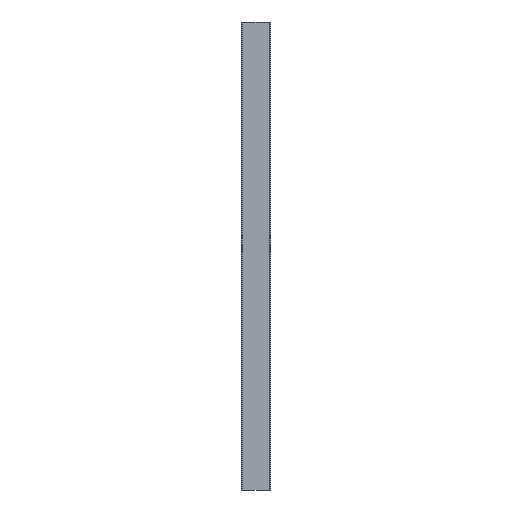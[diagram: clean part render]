
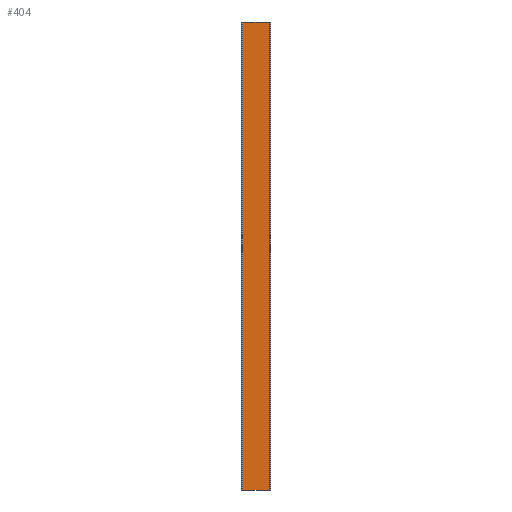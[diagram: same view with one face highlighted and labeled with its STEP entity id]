
A CAD part, front view. The second image highlights one B-rep face of the part: STEP entity #404.
In plain terms, the highlighted planar face has unit normal (0, -1, 0).
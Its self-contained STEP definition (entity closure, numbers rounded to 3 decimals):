
#16=PLANE('',#432);
#30=FACE_OUTER_BOUND('',#52,.T.);
#52=EDGE_LOOP('',(#283,#284,#285,#286));
#72=LINE('',#602,#112);
#76=LINE('',#614,#116);
#78=LINE('',#619,#118);
#79=LINE('',#620,#119);
#112=VECTOR('',#476,675.);
#116=VECTOR('',#486,675.);
#118=VECTOR('',#492,38.894);
#119=VECTOR('',#493,38.894);
#171=VERTEX_POINT('',#595);
#174=VERTEX_POINT('',#600);
#178=VERTEX_POINT('',#611);
#179=VERTEX_POINT('',#613);
#214=EDGE_CURVE('',#174,#171,#72,.T.);
#219=EDGE_CURVE('',#178,#179,#76,.T.);
#222=EDGE_CURVE('',#179,#174,#78,.T.);
#223=EDGE_CURVE('',#171,#178,#79,.T.);
#283=ORIENTED_EDGE('',*,*,#214,.F.);
#284=ORIENTED_EDGE('',*,*,#222,.F.);
#285=ORIENTED_EDGE('',*,*,#219,.F.);
#286=ORIENTED_EDGE('',*,*,#223,.F.);
#404=ADVANCED_FACE('',(#30),#16,.T.);
#432=AXIS2_PLACEMENT_3D('',#618,#490,#491);
#476=DIRECTION('',(0.,0.,-1.));
#486=DIRECTION('',(0.,0.,1.));
#490=DIRECTION('center_axis',(0.,-1.,0.));
#491=DIRECTION('ref_axis',(1.,0.,0.));
#492=DIRECTION('',(1.,0.,0.));
#493=DIRECTION('',(-1.,0.,0.));
#595=CARTESIAN_POINT('',(40.947,-1.5,0.));
#600=CARTESIAN_POINT('',(40.947,-1.5,675.));
#602=CARTESIAN_POINT('',(40.947,-1.5,0.));
#611=CARTESIAN_POINT('',(2.053,-1.5,0.));
#613=CARTESIAN_POINT('',(2.053,-1.5,675.));
#614=CARTESIAN_POINT('',(2.053,-1.5,0.));
#618=CARTESIAN_POINT('Origin',(1.54,-1.5,0.));
#619=CARTESIAN_POINT('',(41.46,-1.5,675.));
#620=CARTESIAN_POINT('',(41.46,-1.5,0.));
